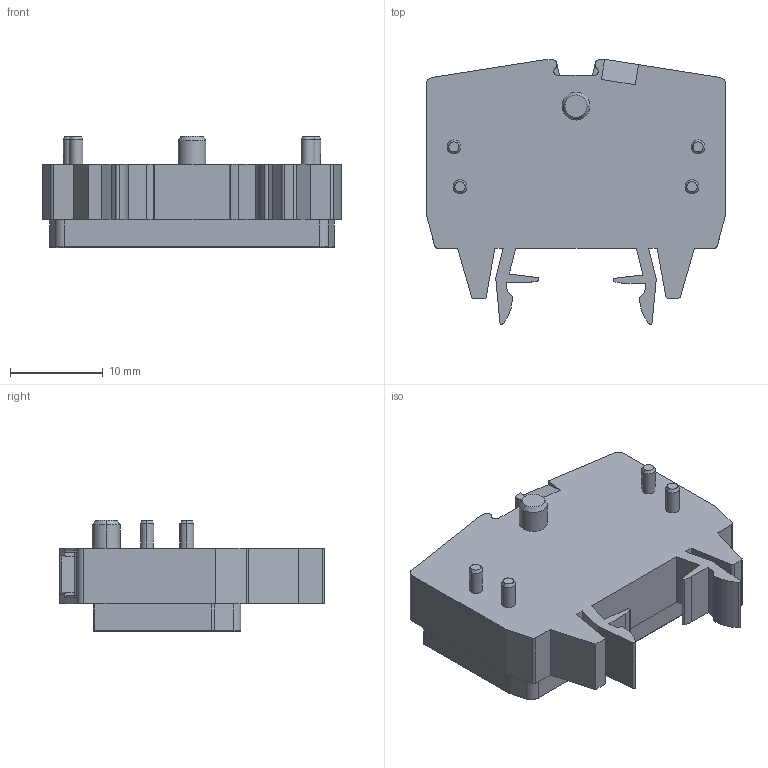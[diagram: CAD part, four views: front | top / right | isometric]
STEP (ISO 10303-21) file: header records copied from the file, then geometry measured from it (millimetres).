
FILE_DESCRIPTION((''),'2;1');
FILE_NAME('UJ5-2_5WM','2023-11-14T',('dell'),(''),'PRO/ENGINEER BY PARAMETRIC TECHNOLOGY CORPORATION, 2013230','PRO/ENGINEER BY PARAMETRIC TECHNOLOGY CORPORATION, 2013230','');
FILE_SCHEMA(('AUTOMOTIVE_DESIGN { 1 0 10303 214 1 1 1 1 }'));
Length unit declared in the file: millimetre
Products named in the file (1): UJ5-2_5WM
Bounding box: 32.2 x 28.5 x 12 mm (x, y, z)
Volume: 4031.2 mm3; surface area: 2930.3 mm2
Topology: 1 solids, 2 shells, 225 faces, 625 edges, 412 vertices
Faces by surface type: plane 119, cylinder 78, cone 14, torus 12, bspline 2
Entity records: 7473 total; most frequent: CARTESIAN_POINT 1451, DIRECTION 1251, ORIENTED_EDGE 1246, EDGE_CURVE 623, AXIS2_PLACEMENT_3D 429, VERTEX_POINT 412, VECTOR 393, LINE 393
